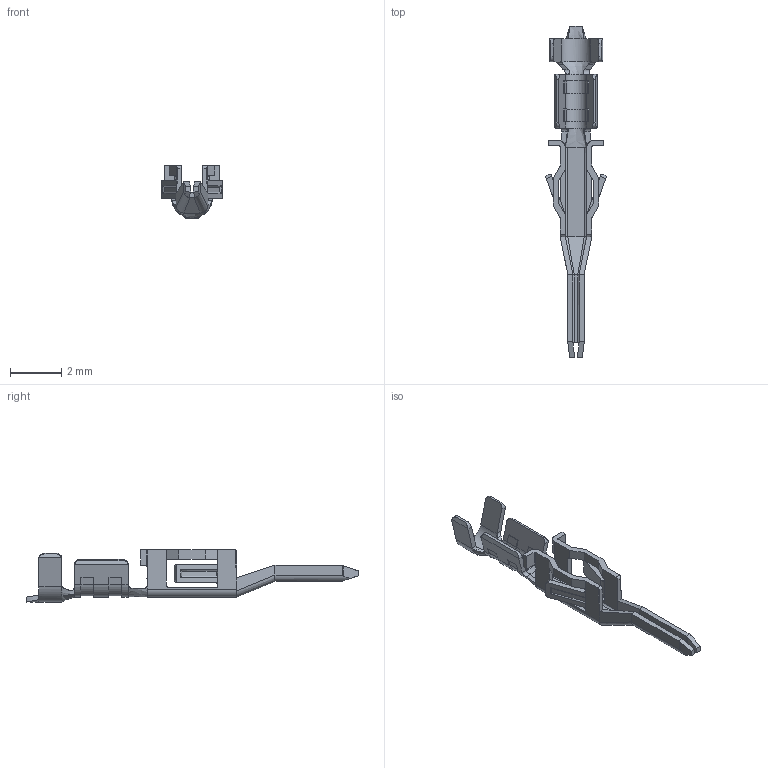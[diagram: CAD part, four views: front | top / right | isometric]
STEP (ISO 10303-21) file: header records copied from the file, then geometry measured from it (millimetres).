
FILE_DESCRIPTION( ( 'Unknown' ), '1' );
FILE_NAME( '66200513722DEC.stp', 'Unknown', ( 'Unknown' ), ( 'Unknown' ), 'PSStep 18.0.17', 'Unknown', ' ' );
FILE_SCHEMA( ( 'AUTOMOTIVE_DESIGN { 1 0 10303 214 1 1 1 1 }' ) );
Length unit declared in the file: millimetre
Products named in the file (2): Assem1; 66200513722DEC
Assembly tree (1 placements, depth 2):
  Assem1
    66200513722DEC
Bounding box: 2.4 x 13 x 2.05 mm (x, y, z)
Volume: 6.7 mm3; surface area: 82 mm2
Topology: 1 solids, 1 shells, 253 faces, 693 edges, 438 vertices
Faces by surface type: plane 145, cylinder 72, bspline 36
Entity records: 11253 total; most frequent: CARTESIAN_POINT 3115, ORIENTED_EDGE 1386, DIRECTION 1090, EDGE_CURVE 693, VERTEX_POINT 438, LINE 438, VECTOR 438, AXIS2_PLACEMENT_3D 326
